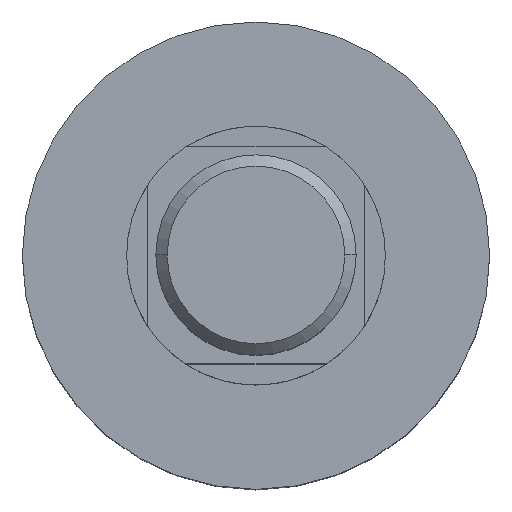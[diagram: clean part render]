
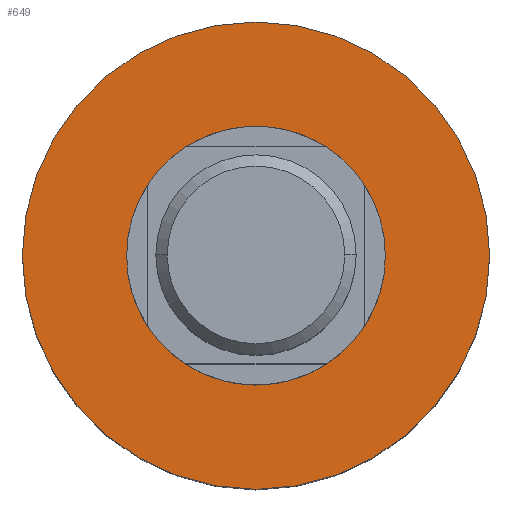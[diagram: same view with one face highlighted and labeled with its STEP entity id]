
A CAD part, top view. The second image highlights one B-rep face of the part: STEP entity #649.
In plain terms, the highlighted planar face has unit normal (0, 0, 1).
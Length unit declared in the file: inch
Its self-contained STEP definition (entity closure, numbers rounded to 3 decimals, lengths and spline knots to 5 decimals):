
#6 = AXIS2_PLACEMENT_3D ( 'NONE', #514, #923, #37 ) ;
#30 = ORIENTED_EDGE ( 'NONE', *, *, #849, .F. ) ;
#37 = DIRECTION ( 'NONE',  ( 1., 0., 0. ) ) ;
#39 = EDGE_LOOP ( 'NONE', ( #30, #468 ) ) ;
#50 = EDGE_CURVE ( 'NONE', #437, #534, #311, .T. ) ;
#67 = AXIS2_PLACEMENT_3D ( 'NONE', #175, #525, #127 ) ;
#101 = AXIS2_PLACEMENT_3D ( 'NONE', #376, #544, #470 ) ;
#127 = DIRECTION ( 'NONE',  ( 1., 0., 0. ) ) ;
#153 = FACE_OUTER_BOUND ( 'NONE', #737, .T. ) ;
#164 = CIRCLE ( 'NONE', #6, 0.875 ) ;
#172 = ORIENTED_EDGE ( 'NONE', *, *, #258, .T. ) ;
#175 = CARTESIAN_POINT ( 'NONE',  ( 0., 0., 0. ) ) ;
#214 = PLANE ( 'NONE',  #101 ) ;
#250 = VERTEX_POINT ( 'NONE', #355 ) ;
#258 = EDGE_CURVE ( 'NONE', #556, #250, #878, .T. ) ;
#266 = AXIS2_PLACEMENT_3D ( 'NONE', #397, #641, #627 ) ;
#270 = DIRECTION ( 'NONE',  ( 0., 0., 1. ) ) ;
#311 = CIRCLE ( 'NONE', #379, 0.48438 ) ;
#322 = CARTESIAN_POINT ( 'NONE',  ( 0.875, 0., 0. ) ) ;
#355 = CARTESIAN_POINT ( 'NONE',  ( -0.875, 0., 0. ) ) ;
#376 = CARTESIAN_POINT ( 'NONE',  ( 0., 0., 0. ) ) ;
#379 = AXIS2_PLACEMENT_3D ( 'NONE', #858, #270, #463 ) ;
#397 = CARTESIAN_POINT ( 'NONE',  ( 0., 0., 0. ) ) ;
#437 = VERTEX_POINT ( 'NONE', #777 ) ;
#463 = DIRECTION ( 'NONE',  ( 1., 0., 0. ) ) ;
#468 = ORIENTED_EDGE ( 'NONE', *, *, #50, .F. ) ;
#470 = DIRECTION ( 'NONE',  ( 1., 0., 0. ) ) ;
#514 = CARTESIAN_POINT ( 'NONE',  ( 0., 0., 0. ) ) ;
#525 = DIRECTION ( 'NONE',  ( 0., 0., 1. ) ) ;
#534 = VERTEX_POINT ( 'NONE', #872 ) ;
#544 = DIRECTION ( 'NONE',  ( 0., 0., 1. ) ) ;
#556 = VERTEX_POINT ( 'NONE', #322 ) ;
#568 = ORIENTED_EDGE ( 'NONE', *, *, #1020, .T. ) ;
#627 = DIRECTION ( 'NONE',  ( 1., 0., 0. ) ) ;
#641 = DIRECTION ( 'NONE',  ( 0., 0., 1. ) ) ;
#649 = ADVANCED_FACE ( 'NONE', ( #856, #153 ), #214, .T. ) ;
#737 = EDGE_LOOP ( 'NONE', ( #172, #568 ) ) ;
#777 = CARTESIAN_POINT ( 'NONE',  ( 0.48438, 0., 0. ) ) ;
#849 = EDGE_CURVE ( 'NONE', #534, #437, #942, .T. ) ;
#856 = FACE_BOUND ( 'NONE', #39, .T. ) ;
#858 = CARTESIAN_POINT ( 'NONE',  ( 0., 0., 0. ) ) ;
#872 = CARTESIAN_POINT ( 'NONE',  ( -0.48438, 0., 0. ) ) ;
#878 = CIRCLE ( 'NONE', #266, 0.875 ) ;
#923 = DIRECTION ( 'NONE',  ( 0., 0., 1. ) ) ;
#942 = CIRCLE ( 'NONE', #67, 0.48438 ) ;
#1020 = EDGE_CURVE ( 'NONE', #250, #556, #164, .T. ) ;
